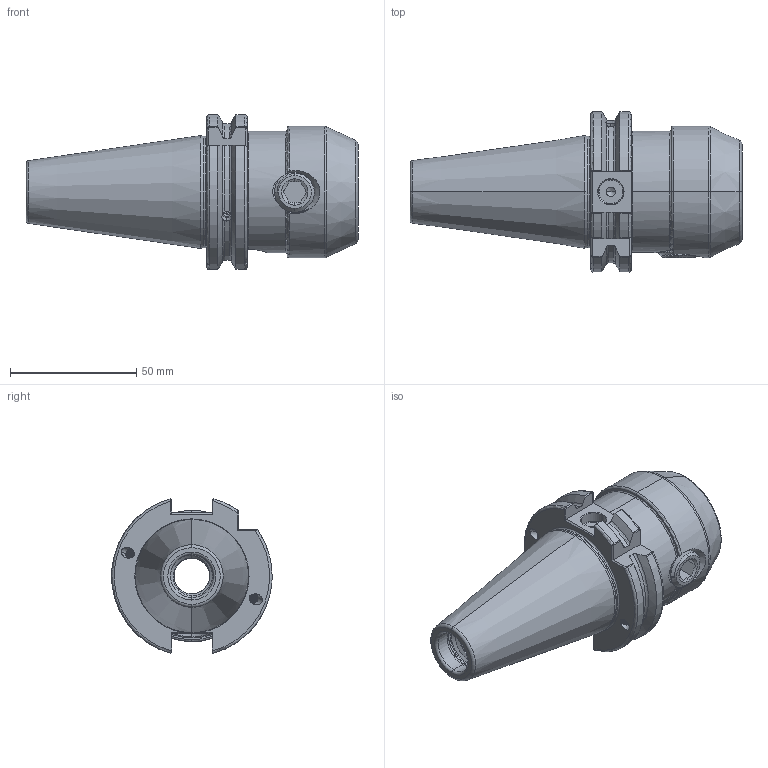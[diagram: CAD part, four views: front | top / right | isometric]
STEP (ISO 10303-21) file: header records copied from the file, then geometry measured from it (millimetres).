
FILE_DESCRIPTION (( 'STEP AP203' ), '1' );
FILE_NAME ('403.04.20.K.STEP', '2016-11-25T08:17:07', ( '' ), ( '' ), 'SwSTEP 2.0', 'SolidWorks 2012', '' );
FILE_SCHEMA (( 'CONFIG_CONTROL_DESIGN' ));
Length unit declared in the file: millimetre
Products named in the file (4): 側固16_M16x2_16L; 2-02511019U1_d19.8x2.4(側固出水20); 403.04.20.K
Assembly tree (3 placements, depth 2):
  403.04.20.K
    403.04.20.K
    2-02511019U1_d19.8x2.4(側固出水20)
    側固16_M16x2_16L
Bounding box: 131.4 x 63.41 x 61.24 mm (x, y, z)
Volume: 161304.9 mm3; surface area: 35726.2 mm2
Topology: 3 solids, 3 shells, 389 faces, 1091 edges, 692 vertices
Faces by surface type: cylinder 167, plane 81, torus 62, cone 48, bspline 31
Entity records: 28207 total; most frequent: CARTESIAN_POINT 18892, ORIENTED_EDGE 2150, DIRECTION 1584, EDGE_CURVE 1075, VERTEX_POINT 692, AXIS2_PLACEMENT_3D 642, EDGE_LOOP 403, FACE_OUTER_BOUND 389
